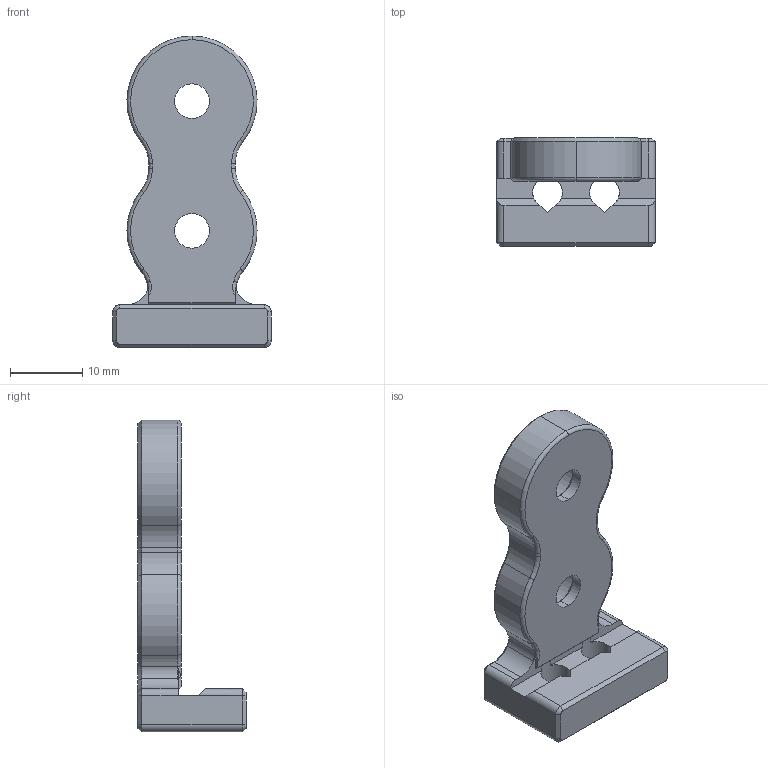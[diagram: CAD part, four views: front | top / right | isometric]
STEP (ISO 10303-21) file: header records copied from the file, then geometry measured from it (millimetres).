
FILE_DESCRIPTION (( 'STEP AP203' ), '1' );
FILE_NAME ('10187-Rev_D_RC1.STEP', '2023-08-17T18:17:14', ( '' ), ( '' ), 'SwSTEP 2.0', 'SolidWorks 2022', '' );
FILE_SCHEMA (( 'CONFIG_CONTROL_DESIGN' ));
Length unit declared in the file: millimetre
Products named in the file (1): 10187-Rev_D_RC1
Bounding box: 22 x 15 x 43.28 mm (x, y, z)
Volume: 4568.9 mm3; surface area: 2855.1 mm2
Topology: 1 solids, 1 shells, 152 faces, 367 edges, 219 vertices
Faces by surface type: plane 55, cylinder 44, cone 41, torus 12
Entity records: 4490 total; most frequent: DIRECTION 813, CARTESIAN_POINT 779, ORIENTED_EDGE 734, EDGE_CURVE 367, AXIS2_PLACEMENT_3D 305, VERTEX_POINT 219, LINE 203, VECTOR 203
